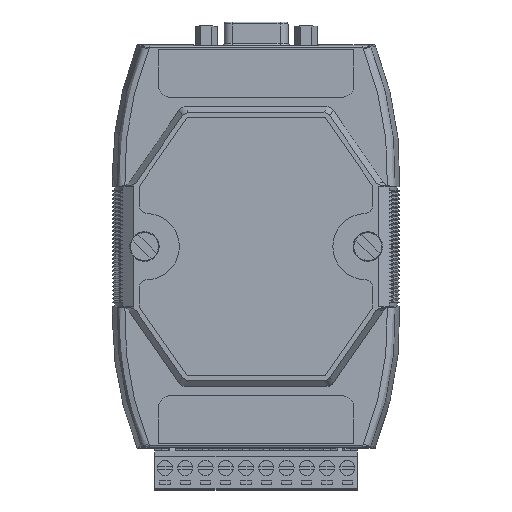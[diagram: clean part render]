
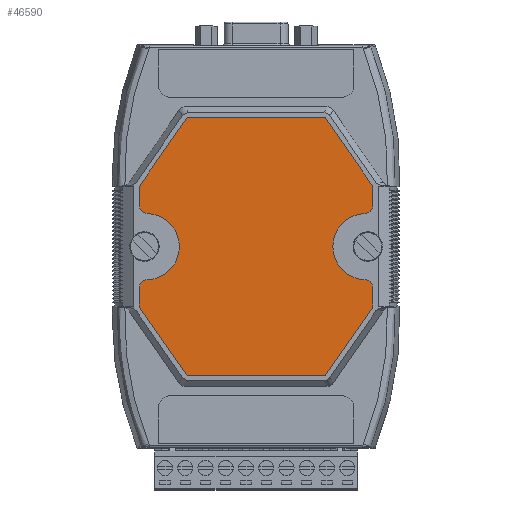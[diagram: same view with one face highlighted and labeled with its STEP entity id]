
A CAD part, top view. The second image highlights one B-rep face of the part: STEP entity #46590.
In plain terms, the highlighted face is planar.
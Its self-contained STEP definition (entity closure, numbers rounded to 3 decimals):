
#2691 = CARTESIAN_POINT ( 'NONE',  ( -29.25, 0.3, 10.296 ) ) ;
#3391 = CARTESIAN_POINT ( 'NONE',  ( 27.25, 0.3, 10.296 ) ) ;
#3750 = DIRECTION ( 'NONE',  ( 0.571, 0., -0.821 ) ) ;
#4193 = DIRECTION ( 'NONE',  ( -0.571, 0., 0.821 ) ) ;
#5063 = CARTESIAN_POINT ( 'NONE',  ( -27.25, 0.3, 10.296 ) ) ;
#6194 = AXIS2_PLACEMENT_3D ( 'NONE', #52226, #100929, #101464 ) ;
#7923 = DIRECTION ( 'NONE',  ( 0., 0., 1. ) ) ;
#7961 = ORIENTED_EDGE ( 'NONE', *, *, #20330, .T. ) ;
#8107 = ORIENTED_EDGE ( 'NONE', *, *, #48654, .T. ) ;
#8985 = CARTESIAN_POINT ( 'NONE',  ( 29.25, 0.3, -15.163 ) ) ;
#9265 = ORIENTED_EDGE ( 'NONE', *, *, #67351, .T. ) ;
#9985 = VERTEX_POINT ( 'NONE', #65800 ) ;
#11269 = LINE ( 'NONE', #52491, #56060 ) ;
#13302 = LINE ( 'NONE', #102691, #43430 ) ;
#13355 = LINE ( 'NONE', #20335, #16044 ) ;
#16044 = VECTOR ( 'NONE', #46029, 1000. ) ;
#17138 = LINE ( 'NONE', #74359, #56262 ) ;
#19475 = DIRECTION ( 'NONE',  ( 0., 0., 1. ) ) ;
#20330 = EDGE_CURVE ( 'NONE', #105395, #9985, #85084, .T. ) ;
#20335 = CARTESIAN_POINT ( 'NONE',  ( 29.25, 0.3, -10.296 ) ) ;
#20981 = DIRECTION ( 'NONE',  ( 0., 0., 1. ) ) ;
#21233 = LINE ( 'NONE', #37827, #78990 ) ;
#21522 = CARTESIAN_POINT ( 'NONE',  ( 27.25, 0.3, -10.296 ) ) ;
#21663 = DIRECTION ( 'NONE',  ( 0., 0., 1. ) ) ;
#23838 = CARTESIAN_POINT ( 'NONE',  ( 27.308, 0.3, 8.296 ) ) ;
#24013 = CARTESIAN_POINT ( 'NONE',  ( 17.305, 0.3, -32.35 ) ) ;
#24193 = ORIENTED_EDGE ( 'NONE', *, *, #91321, .T. ) ;
#24876 = ORIENTED_EDGE ( 'NONE', *, *, #41260, .T. ) ;
#25402 = EDGE_CURVE ( 'NONE', #43498, #36876, #103075, .T. ) ;
#25429 = DIRECTION ( 'NONE',  ( 0., -1., 0. ) ) ;
#25508 = AXIS2_PLACEMENT_3D ( 'NONE', #54668, #79208, #87281 ) ;
#26686 = ORIENTED_EDGE ( 'NONE', *, *, #40201, .T. ) ;
#27048 = VERTEX_POINT ( 'NONE', #81313 ) ;
#27954 = VECTOR ( 'NONE', #7923, 1000. ) ;
#28673 = ORIENTED_EDGE ( 'NONE', *, *, #32644, .T. ) ;
#32574 = CARTESIAN_POINT ( 'NONE',  ( 17.305, 0.3, 32.35 ) ) ;
#32644 = EDGE_CURVE ( 'NONE', #100749, #92036, #87376, .T. ) ;
#32679 = LINE ( 'NONE', #80796, #32877 ) ;
#32877 = VECTOR ( 'NONE', #72256, 1000. ) ;
#33724 = DIRECTION ( 'NONE',  ( -1., 0., 0. ) ) ;
#35640 = AXIS2_PLACEMENT_3D ( 'NONE', #3391, #60151, #19475 ) ;
#36773 = CIRCLE ( 'NONE', #6194, 2. ) ;
#36876 = VERTEX_POINT ( 'NONE', #37582 ) ;
#37581 = DIRECTION ( 'NONE',  ( 0., 1., 0. ) ) ;
#37582 = CARTESIAN_POINT ( 'NONE',  ( -27.308, 0.3, 8.296 ) ) ;
#37720 = DIRECTION ( 'NONE',  ( 0., 1., 0. ) ) ;
#37827 = CARTESIAN_POINT ( 'NONE',  ( -29.25, 0.3, -15.163 ) ) ;
#39839 = AXIS2_PLACEMENT_3D ( 'NONE', #87324, #62179, #86806 ) ;
#40160 = CARTESIAN_POINT ( 'NONE',  ( -27.308, 0.3, -8.296 ) ) ;
#40201 = EDGE_CURVE ( 'NONE', #36876, #40804, #69626, .T. ) ;
#40804 = VERTEX_POINT ( 'NONE', #2691 ) ;
#41260 = EDGE_CURVE ( 'NONE', #92036, #98423, #11269, .T. ) ;
#41363 = CARTESIAN_POINT ( 'NONE',  ( 29.25, 0.3, 15.163 ) ) ;
#41501 = FACE_OUTER_BOUND ( 'NONE', #47756, .T. ) ;
#42193 = VERTEX_POINT ( 'NONE', #91093 ) ;
#42230 = AXIS2_PLACEMENT_3D ( 'NONE', #21522, #37581, #20981 ) ;
#43430 = VECTOR ( 'NONE', #4193, 1000. ) ;
#43498 = VERTEX_POINT ( 'NONE', #40160 ) ;
#46029 = DIRECTION ( 'NONE',  ( 0., 0., -1. ) ) ;
#46590 = ADVANCED_FACE ( 'NONE', ( #41501 ), #74110, .T. ) ;
#47429 = CARTESIAN_POINT ( 'NONE',  ( -29.25, 0.3, -15.163 ) ) ;
#47724 = ORIENTED_EDGE ( 'NONE', *, *, #59306, .T. ) ;
#47756 = EDGE_LOOP ( 'NONE', ( #58026, #28673, #24876, #78769, #24193, #7961, #76741, #54027, #82601, #47724, #85628, #88937, #8107, #66643, #26686, #9265 ) ) ;
#48625 = CARTESIAN_POINT ( 'NONE',  ( -29.25, 0.3, 10.296 ) ) ;
#48654 = EDGE_CURVE ( 'NONE', #82746, #43498, #86953, .T. ) ;
#49258 = AXIS2_PLACEMENT_3D ( 'NONE', #98738, #25429, #70518 ) ;
#52142 = EDGE_CURVE ( 'NONE', #42193, #66281, #13302, .T. ) ;
#52226 = CARTESIAN_POINT ( 'NONE',  ( 27.25, 0.3, 10.296 ) ) ;
#52491 = CARTESIAN_POINT ( 'NONE',  ( 17.305, 0.3, 32.35 ) ) ;
#54027 = ORIENTED_EDGE ( 'NONE', *, *, #89617, .T. ) ;
#54668 = CARTESIAN_POINT ( 'NONE',  ( -27.25, 0.3, -10.296 ) ) ;
#55825 = LINE ( 'NONE', #41363, #79718 ) ;
#55967 = EDGE_CURVE ( 'NONE', #98423, #66522, #55825, .T. ) ;
#56060 = VECTOR ( 'NONE', #3750, 1000. ) ;
#56262 = VECTOR ( 'NONE', #33724, 1000. ) ;
#56885 = CARTESIAN_POINT ( 'NONE',  ( -17.305, 0.3, 32.35 ) ) ;
#58026 = ORIENTED_EDGE ( 'NONE', *, *, #65959, .T. ) ;
#58897 = DIRECTION ( 'NONE',  ( -0.571, 0., -0.821 ) ) ;
#59306 = EDGE_CURVE ( 'NONE', #74723, #42193, #17138, .T. ) ;
#60151 = DIRECTION ( 'NONE',  ( 0., 1., 0. ) ) ;
#62179 = DIRECTION ( 'NONE',  ( 0., -1., 0. ) ) ;
#64898 = DIRECTION ( 'NONE',  ( 0., 0., -1. ) ) ;
#65215 = CARTESIAN_POINT ( 'NONE',  ( -29.25, 0.3, -10.296 ) ) ;
#65800 = CARTESIAN_POINT ( 'NONE',  ( 27.308, 0.3, -8.296 ) ) ;
#65959 = EDGE_CURVE ( 'NONE', #66513, #100749, #32679, .T. ) ;
#66281 = VERTEX_POINT ( 'NONE', #47429 ) ;
#66513 = VERTEX_POINT ( 'NONE', #67141 ) ;
#66522 = VERTEX_POINT ( 'NONE', #99796 ) ;
#66643 = ORIENTED_EDGE ( 'NONE', *, *, #25402, .T. ) ;
#67141 = CARTESIAN_POINT ( 'NONE',  ( -29.25, 0.3, 15.163 ) ) ;
#67351 = EDGE_CURVE ( 'NONE', #40804, #66513, #104802, .T. ) ;
#69555 = EDGE_CURVE ( 'NONE', #73833, #74723, #98531, .T. ) ;
#69626 = CIRCLE ( 'NONE', #83297, 2. ) ;
#70518 = DIRECTION ( 'NONE',  ( 0., 0., 1. ) ) ;
#72256 = DIRECTION ( 'NONE',  ( 0.571, 0., 0.821 ) ) ;
#73833 = VERTEX_POINT ( 'NONE', #8985 ) ;
#73981 = VECTOR ( 'NONE', #83567, 1000. ) ;
#74110 = PLANE ( 'NONE',  #35640 ) ;
#74359 = CARTESIAN_POINT ( 'NONE',  ( 17.305, 0.3, -32.35 ) ) ;
#74723 = VERTEX_POINT ( 'NONE', #24013 ) ;
#76741 = ORIENTED_EDGE ( 'NONE', *, *, #94042, .T. ) ;
#77922 = DIRECTION ( 'NONE',  ( 0., 0., 1. ) ) ;
#78769 = ORIENTED_EDGE ( 'NONE', *, *, #55967, .T. ) ;
#78990 = VECTOR ( 'NONE', #77922, 1000. ) ;
#79142 = VECTOR ( 'NONE', #58897, 1000. ) ;
#79208 = DIRECTION ( 'NONE',  ( 0., 1., 0. ) ) ;
#79718 = VECTOR ( 'NONE', #64898, 1000. ) ;
#80796 = CARTESIAN_POINT ( 'NONE',  ( -29.25, 0.3, 15.163 ) ) ;
#81313 = CARTESIAN_POINT ( 'NONE',  ( 29.25, 0.3, -10.296 ) ) ;
#82601 = ORIENTED_EDGE ( 'NONE', *, *, #69555, .T. ) ;
#82746 = VERTEX_POINT ( 'NONE', #65215 ) ;
#83297 = AXIS2_PLACEMENT_3D ( 'NONE', #5063, #37720, #21663 ) ;
#83567 = DIRECTION ( 'NONE',  ( 1., 0., 0. ) ) ;
#85084 = CIRCLE ( 'NONE', #49258, 8.3 ) ;
#85628 = ORIENTED_EDGE ( 'NONE', *, *, #52142, .T. ) ;
#86806 = DIRECTION ( 'NONE',  ( 0., 0., 1. ) ) ;
#86953 = CIRCLE ( 'NONE', #25508, 2. ) ;
#87281 = DIRECTION ( 'NONE',  ( 0., 0., 1. ) ) ;
#87324 = CARTESIAN_POINT ( 'NONE',  ( -27.55, 0.3, 0. ) ) ;
#87376 = LINE ( 'NONE', #56885, #73981 ) ;
#88283 = CARTESIAN_POINT ( 'NONE',  ( -17.305, 0.3, 32.35 ) ) ;
#88537 = EDGE_CURVE ( 'NONE', #66281, #82746, #21233, .T. ) ;
#88937 = ORIENTED_EDGE ( 'NONE', *, *, #88537, .T. ) ;
#89617 = EDGE_CURVE ( 'NONE', #27048, #73833, #13355, .T. ) ;
#91093 = CARTESIAN_POINT ( 'NONE',  ( -17.305, 0.3, -32.35 ) ) ;
#91321 = EDGE_CURVE ( 'NONE', #66522, #105395, #36773, .T. ) ;
#91782 = CIRCLE ( 'NONE', #42230, 2. ) ;
#92036 = VERTEX_POINT ( 'NONE', #32574 ) ;
#94042 = EDGE_CURVE ( 'NONE', #9985, #27048, #91782, .T. ) ;
#98423 = VERTEX_POINT ( 'NONE', #100895 ) ;
#98531 = LINE ( 'NONE', #99064, #79142 ) ;
#98738 = CARTESIAN_POINT ( 'NONE',  ( 27.55, 0.3, 0. ) ) ;
#99064 = CARTESIAN_POINT ( 'NONE',  ( 29.25, 0.3, -15.163 ) ) ;
#99796 = CARTESIAN_POINT ( 'NONE',  ( 29.25, 0.3, 10.296 ) ) ;
#100749 = VERTEX_POINT ( 'NONE', #88283 ) ;
#100895 = CARTESIAN_POINT ( 'NONE',  ( 29.25, 0.3, 15.163 ) ) ;
#100929 = DIRECTION ( 'NONE',  ( 0., 1., 0. ) ) ;
#101464 = DIRECTION ( 'NONE',  ( 0., 0., 1. ) ) ;
#102691 = CARTESIAN_POINT ( 'NONE',  ( -17.305, 0.3, -32.35 ) ) ;
#103075 = CIRCLE ( 'NONE', #39839, 8.3 ) ;
#104802 = LINE ( 'NONE', #48625, #27954 ) ;
#105395 = VERTEX_POINT ( 'NONE', #23838 ) ;
